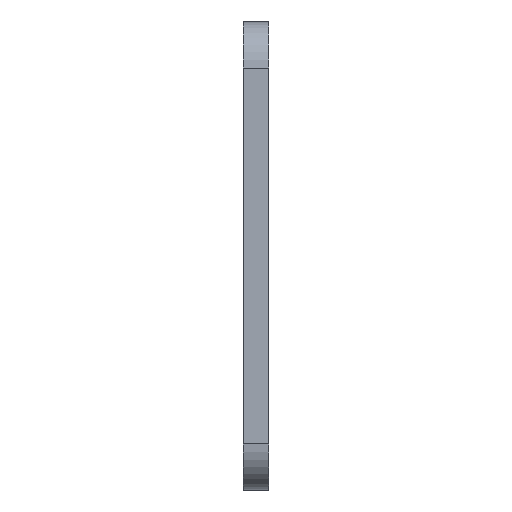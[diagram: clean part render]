
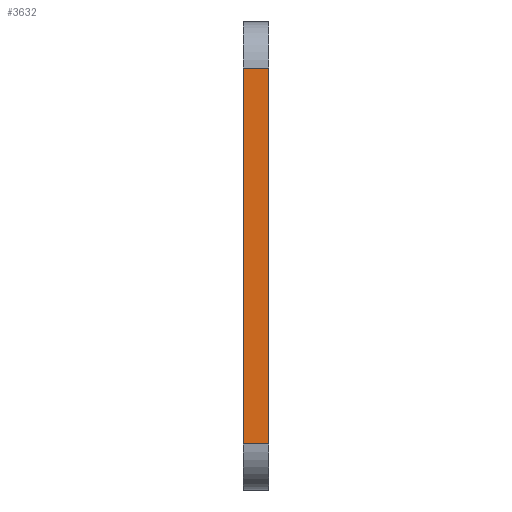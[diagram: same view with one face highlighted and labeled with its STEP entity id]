
A CAD part, left-side view. The second image highlights one B-rep face of the part: STEP entity #3632.
In plain terms, the highlighted planar face has unit normal (-1, 0, 0).
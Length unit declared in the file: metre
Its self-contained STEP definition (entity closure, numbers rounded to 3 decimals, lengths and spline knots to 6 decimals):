
#284=LINE('',#4963,#678);
#404=LINE('',#5506,#798);
#459=LINE('',#5650,#853);
#461=LINE('',#5653,#855);
#678=VECTOR('',#4014,1.);
#798=VECTOR('',#4154,1.);
#853=VECTOR('',#4229,1.);
#855=VECTOR('',#4233,1.);
#1428=ORIENTED_EDGE('',*,*,#2438,.T.);
#1429=ORIENTED_EDGE('',*,*,#2505,.F.);
#1430=ORIENTED_EDGE('',*,*,#2238,.F.);
#1431=ORIENTED_EDGE('',*,*,#2503,.T.);
#2238=EDGE_CURVE('',#2788,#2789,#284,.T.);
#2438=EDGE_CURVE('',#2982,#2988,#404,.T.);
#2503=EDGE_CURVE('',#2788,#2982,#459,.T.);
#2505=EDGE_CURVE('',#2789,#2988,#461,.T.);
#2788=VERTEX_POINT('',#4962);
#2789=VERTEX_POINT('',#4964);
#2982=VERTEX_POINT('',#5493);
#2988=VERTEX_POINT('',#5505);
#3106=EDGE_LOOP('',(#1428,#1429,#1430,#1431));
#3336=FACE_BOUND('',#3106,.T.);
#3523=PLANE('',#3845);
#3632=ADVANCED_FACE('',(#3336),#3523,.F.);
#3845=AXIS2_PLACEMENT_3D('',#5652,#4231,#4232);
#4014=DIRECTION('',(0.,0.,1.));
#4154=DIRECTION('',(0.,0.,1.));
#4229=DIRECTION('',(0.,-1.,0.));
#4231=DIRECTION('',(1.,0.,0.));
#4232=DIRECTION('',(0.,-1.,0.));
#4233=DIRECTION('',(0.,-1.,0.));
#4962=CARTESIAN_POINT('',(0.01886,0.01592,-0.10008));
#4963=CARTESIAN_POINT('',(0.01886,0.01592,-0.01959));
#4964=CARTESIAN_POINT('',(0.01886,0.01592,-0.02659));
#5493=CARTESIAN_POINT('',(0.01886,0.01092,-0.10008));
#5505=CARTESIAN_POINT('',(0.01886,0.01092,-0.02659));
#5506=CARTESIAN_POINT('',(0.01886,0.01092,-0.01959));
#5650=CARTESIAN_POINT('',(0.01886,0.01592,-0.10008));
#5652=CARTESIAN_POINT('',(0.01886,0.01592,-0.01959));
#5653=CARTESIAN_POINT('',(0.01886,0.01592,-0.02659));
